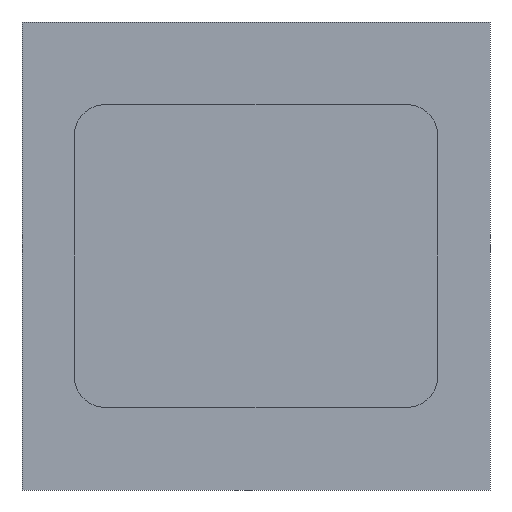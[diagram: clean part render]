
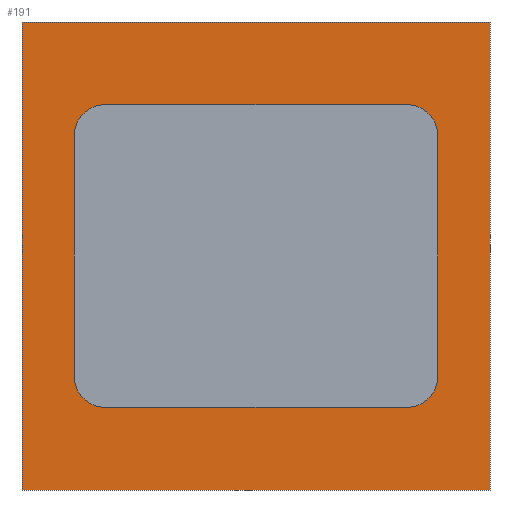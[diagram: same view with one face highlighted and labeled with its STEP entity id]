
A CAD part, front view. The second image highlights one B-rep face of the part: STEP entity #191.
In plain terms, the highlighted planar face has unit normal (0, -1, 0).
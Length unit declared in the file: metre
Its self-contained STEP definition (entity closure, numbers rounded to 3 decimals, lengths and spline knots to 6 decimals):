
#191 = ADVANCED_FACE( '', ( #390, #391 ), #392, .F. );
#390 = FACE_OUTER_BOUND( '', #934, .T. );
#391 = FACE_BOUND( '', #935, .T. );
#392 = PLANE( '', #936 );
#934 = EDGE_LOOP( '', ( #2525, #2526, #2527, #2528 ) );
#935 = EDGE_LOOP( '', ( #2529, #2530, #2531, #2532, #2533, #2534, #2535, #2536 ) );
#936 = AXIS2_PLACEMENT_3D( '', #2537, #2538, #2539 );
#2525 = ORIENTED_EDGE( '', *, *, #4077, .F. );
#2526 = ORIENTED_EDGE( '', *, *, #4078, .F. );
#2527 = ORIENTED_EDGE( '', *, *, #4079, .F. );
#2528 = ORIENTED_EDGE( '', *, *, #4080, .F. );
#2529 = ORIENTED_EDGE( '', *, *, #4081, .F. );
#2530 = ORIENTED_EDGE( '', *, *, #4082, .T. );
#2531 = ORIENTED_EDGE( '', *, *, #4083, .F. );
#2532 = ORIENTED_EDGE( '', *, *, #4084, .T. );
#2533 = ORIENTED_EDGE( '', *, *, #4085, .T. );
#2534 = ORIENTED_EDGE( '', *, *, #4086, .T. );
#2535 = ORIENTED_EDGE( '', *, *, #4087, .T. );
#2536 = ORIENTED_EDGE( '', *, *, #4088, .T. );
#2537 = CARTESIAN_POINT( '', ( 0., 0., 0. ) );
#2538 = DIRECTION( '', ( 0., 1., 0. ) );
#2539 = DIRECTION( '', ( 1., 0., 0. ) );
#4077 = EDGE_CURVE( 'NONE', #4656, #4657, #4658, .T. );
#4078 = EDGE_CURVE( 'NONE', #4659, #4656, #4660, .T. );
#4079 = EDGE_CURVE( 'NONE', #4661, #4659, #4662, .T. );
#4080 = EDGE_CURVE( 'NONE', #4657, #4661, #4663, .T. );
#4081 = EDGE_CURVE( '', #4664, #4665, #4666, .T. );
#4082 = EDGE_CURVE( '', #4664, #4667, #4668, .T. );
#4083 = EDGE_CURVE( '', #4669, #4667, #4670, .T. );
#4084 = EDGE_CURVE( '', #4669, #4671, #4672, .T. );
#4085 = EDGE_CURVE( '', #4671, #4673, #4674, .T. );
#4086 = EDGE_CURVE( '', #4673, #4675, #4676, .F. );
#4087 = EDGE_CURVE( '', #4675, #4677, #4678, .T. );
#4088 = EDGE_CURVE( '', #4677, #4665, #4679, .T. );
#4656 = VERTEX_POINT( 'NONE', #5663 );
#4657 = VERTEX_POINT( 'NONE', #5664 );
#4658 = LINE( '', #5665, #5666 );
#4659 = VERTEX_POINT( 'NONE', #5667 );
#4660 = LINE( '', #5668, #5669 );
#4661 = VERTEX_POINT( 'NONE', #5670 );
#4662 = LINE( '', #5671, #5672 );
#4663 = LINE( '', #5673, #5674 );
#4664 = VERTEX_POINT( '', #5675 );
#4665 = VERTEX_POINT( '', #5676 );
#4666 = LINE( '', #5677, #5678 );
#4667 = VERTEX_POINT( '', #5679 );
#4668 = CIRCLE( '', #5680, 0.00375 );
#4669 = VERTEX_POINT( '', #5681 );
#4670 = LINE( '', #5682, #5683 );
#4671 = VERTEX_POINT( '', #5684 );
#4672 = CIRCLE( '', #5685, 0.00375 );
#4673 = VERTEX_POINT( '', #5686 );
#4674 = LINE( '', #5687, #5688 );
#4675 = VERTEX_POINT( '', #5689 );
#4676 = CIRCLE( '', #5690, 0.00375 );
#4677 = VERTEX_POINT( '', #5691 );
#4678 = LINE( '', #5692, #5693 );
#4679 = CIRCLE( '', #5694, 0.00375 );
#5663 = CARTESIAN_POINT( '', ( 0.029, 0., 0.029 ) );
#5664 = CARTESIAN_POINT( '', ( 0.029, 0., -0.029 ) );
#5665 = CARTESIAN_POINT( '', ( 0.029, 0., 0. ) );
#5666 = VECTOR( '', #7429, 1. );
#5667 = CARTESIAN_POINT( '', ( -0.029, 0., 0.029 ) );
#5668 = CARTESIAN_POINT( '', ( 0., 0., 0.029 ) );
#5669 = VECTOR( '', #7430, 1. );
#5670 = CARTESIAN_POINT( '', ( -0.029, 0., -0.029 ) );
#5671 = CARTESIAN_POINT( '', ( -0.029, 0., 0. ) );
#5672 = VECTOR( '', #7431, 1. );
#5673 = CARTESIAN_POINT( '', ( 0., 0., -0.029 ) );
#5674 = VECTOR( '', #7432, 1. );
#5675 = CARTESIAN_POINT( '', ( -0.0225, 0., 0.015 ) );
#5676 = CARTESIAN_POINT( '', ( -0.0225, 0., -0.015 ) );
#5677 = CARTESIAN_POINT( '', ( -0.0225, 0., 0.01875 ) );
#5678 = VECTOR( '', #7433, 1. );
#5679 = CARTESIAN_POINT( '', ( -0.01875, 0., 0.01875 ) );
#5680 = AXIS2_PLACEMENT_3D( '', #7434, #7435, #7436 );
#5681 = CARTESIAN_POINT( '', ( 0.01875, 0., 0.01875 ) );
#5682 = CARTESIAN_POINT( '', ( 0.0225, 0., 0.01875 ) );
#5683 = VECTOR( '', #7437, 1. );
#5684 = CARTESIAN_POINT( '', ( 0.0225, 0., 0.015 ) );
#5685 = AXIS2_PLACEMENT_3D( '', #7438, #7439, #7440 );
#5686 = CARTESIAN_POINT( '', ( 0.0225, 0., -0.015 ) );
#5687 = CARTESIAN_POINT( '', ( 0.0225, 0., 0. ) );
#5688 = VECTOR( '', #7441, 1. );
#5689 = CARTESIAN_POINT( '', ( 0.01875, 0., -0.01875 ) );
#5690 = AXIS2_PLACEMENT_3D( '', #7442, #7443, #7444 );
#5691 = CARTESIAN_POINT( '', ( -0.01875, 0., -0.01875 ) );
#5692 = CARTESIAN_POINT( '', ( 0., 0., -0.01875 ) );
#5693 = VECTOR( '', #7445, 1. );
#5694 = AXIS2_PLACEMENT_3D( '', #7446, #7447, #7448 );
#7429 = DIRECTION( '', ( 0., 0., -1. ) );
#7430 = DIRECTION( '', ( 1., 0., 0. ) );
#7431 = DIRECTION( '', ( 0., 0., 1. ) );
#7432 = DIRECTION( '', ( -1., 0., 0. ) );
#7433 = DIRECTION( '', ( 0., 0., -1. ) );
#7434 = CARTESIAN_POINT( '', ( -0.01875, 0., 0.015 ) );
#7435 = DIRECTION( '', ( 0., 1., 0. ) );
#7436 = DIRECTION( '', ( 0., 0., 1. ) );
#7437 = DIRECTION( '', ( -1., 0., 0. ) );
#7438 = CARTESIAN_POINT( '', ( 0.01875, 0., 0.015 ) );
#7439 = DIRECTION( '', ( 0., 1., 0. ) );
#7440 = DIRECTION( '', ( 0., 0., 1. ) );
#7441 = DIRECTION( '', ( 0., 0., -1. ) );
#7442 = CARTESIAN_POINT( '', ( 0.01875, 0., -0.015 ) );
#7443 = DIRECTION( '', ( 0., -1., 0. ) );
#7444 = DIRECTION( '', ( 0., 0., -1. ) );
#7445 = DIRECTION( '', ( -1., 0., 0. ) );
#7446 = CARTESIAN_POINT( '', ( -0.01875, 0., -0.015 ) );
#7447 = DIRECTION( '', ( 0., 1., 0. ) );
#7448 = DIRECTION( '', ( 0., 0., 1. ) );
